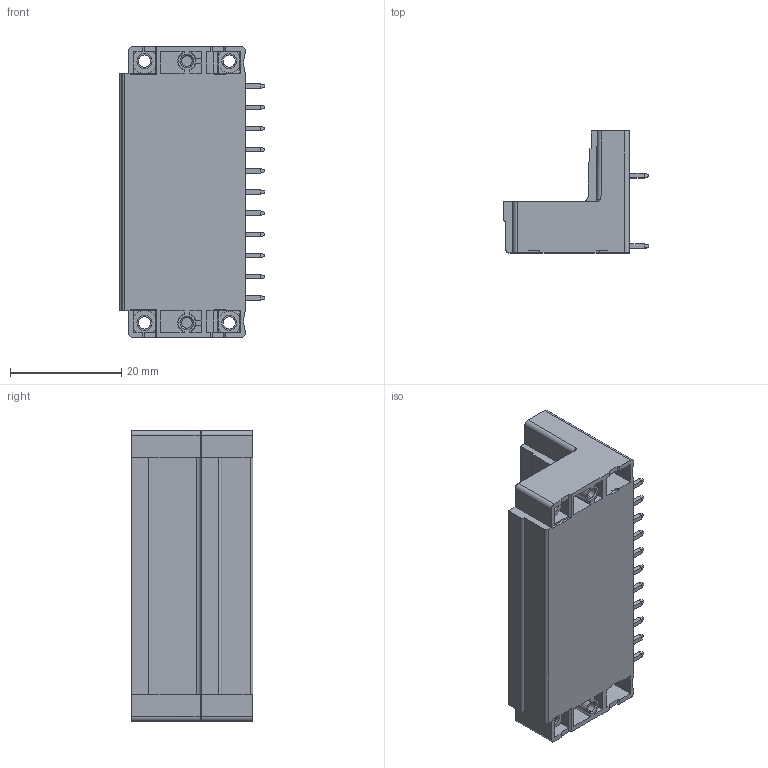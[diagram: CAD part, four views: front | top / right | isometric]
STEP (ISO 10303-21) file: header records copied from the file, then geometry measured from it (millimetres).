
FILE_DESCRIPTION((''),'2;1');
FILE_NAME('TLPHDW-105R-1','2024-09-24T10:31:28',('sheji109'),(''),'CREO PARAMETRIC BY PTC INC, 2018100','CREO PARAMETRIC BY PTC INC, 2018100','');
FILE_SCHEMA(('CONFIG_CONTROL_DESIGN'));
Products named in the file (1): TLPHDW-105R-1
Bounding box: 26.2 x 21.9 x 52.3 mm (x, y, z)
Volume: 11236.3 mm3; surface area: 12662.9 mm2
Topology: 1 solids, 1 shells, 1886 faces, 5108 edges, 3294 vertices
Faces by surface type: plane 1476, cylinder 367, cone 30, sphere 11, bspline 2
Entity records: 58737 total; most frequent: CARTESIAN_POINT 10839, ORIENTED_EDGE 10194, DIRECTION 9541, EDGE_CURVE 5097, VECTOR 4189, LINE 4189, VERTEX_POINT 3294, AXIS2_PLACEMENT_3D 2676
